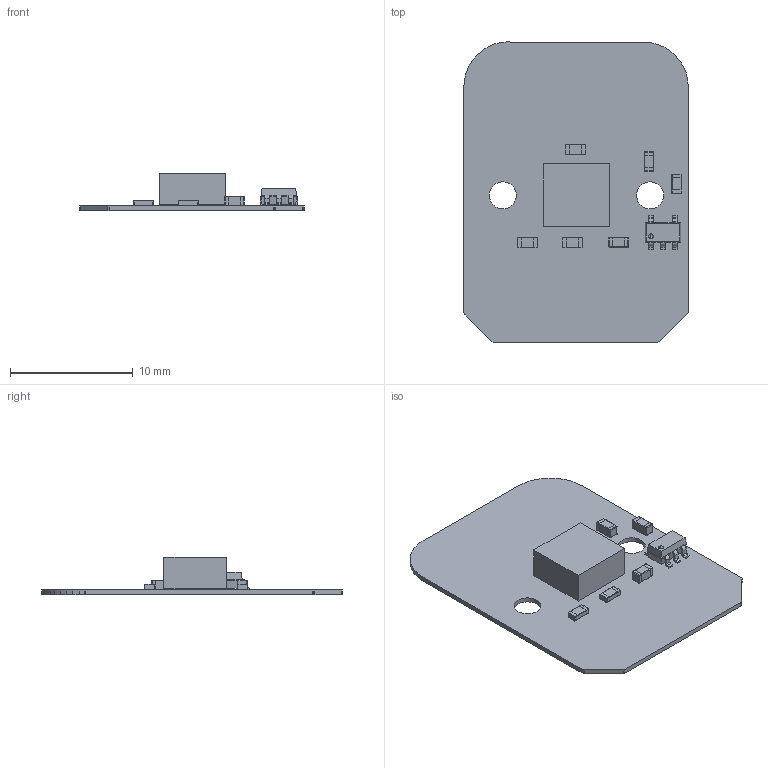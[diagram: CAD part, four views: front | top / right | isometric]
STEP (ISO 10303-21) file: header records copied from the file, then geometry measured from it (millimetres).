
FILE_DESCRIPTION(('Open CASCADE Model'),'2;1');
FILE_NAME('Open CASCADE Shape Model','2018-11-17T07:31:34',('Author'),( 'Open CASCADE'),'Open CASCADE STEP processor 6.2','Open CASCADE 6.2' ,'Unknown');
FILE_SCHEMA(('AUTOMOTIVE_DESIGN { 1 0 10303 214 1 1 1 1 }'));
Length unit declared in the file: millimetre
Products named in the file (41): PCB; Board; RT1; User_Library-SOT23-5-2; C4; 666987168; Terminal; Open_CASCADE_STEP_translator_6.8_47.1.1; Open_CASCADE_STEP_translator_6.8_47.1.2; Mid_Body; Open_CASCADE_STEP_translator_6.8_47.2.1; C2; 666987288; C1; 666987408; AS1; 597690544; Extruded; R1; 666987048; Open_CASCADE_STEP_translator_6.8_21.2.1; Mark; R6; 666986928; R7
Assembly tree (43 placements, depth 5):
  PCB
    Board
    RT1
      User_Library-SOT23-5-2
    C4
      666987168
        Terminal
          Open_CASCADE_STEP_translator_6.8_47.1.1
          Open_CASCADE_STEP_translator_6.8_47.1.2
        Mid_Body
          Open_CASCADE_STEP_translator_6.8_47.2.1
    C2
      666987288
        Terminal
          Open_CASCADE_STEP_translator_6.8_47.1.1
          Open_CASCADE_STEP_translator_6.8_47.1.2
        Mid_Body
          Open_CASCADE_STEP_translator_6.8_47.2.1
    C1
      666987408
        Terminal
          Open_CASCADE_STEP_translator_6.8_47.1.1
          Open_CASCADE_STEP_translator_6.8_47.1.2
        Mid_Body
          Open_CASCADE_STEP_translator_6.8_47.2.1
    AS1
      597690544
        Extruded
    R1
      666987048
        Mid_Body
        Terminal  x2
          Open_CASCADE_STEP_translator_6.8_21.2.1
        Mark
    R6
      666986928
        Mid_Body
        Terminal  x2
          Open_CASCADE_STEP_translator_6.8_21.2.1
        Mark
    R7
      666986928
        Mid_Body
        Terminal  x2
          Open_CASCADE_STEP_translator_6.8_21.2.1
        Mark
Bounding box: 18.27 x 24.45 x 3.04 mm (x, y, z)
Volume: 251.8 mm3; surface area: 1078.5 mm2
Topology: 24 solids, 24 shells, 385 faces, 944 edges, 578 vertices
Faces by surface type: plane 277, cylinder 82, sphere 26
Full cylindrical faces by diameter (mm): 2.2 x2
Entity records: 20647 total; most frequent: CARTESIAN_POINT 3591, DIRECTION 3083, LINE 1923, VECTOR 1923, ORIENTED_EDGE 1576, PCURVE 1576, DEFINITIONAL_REPRESENTATION 1576, EDGE_CURVE 788
